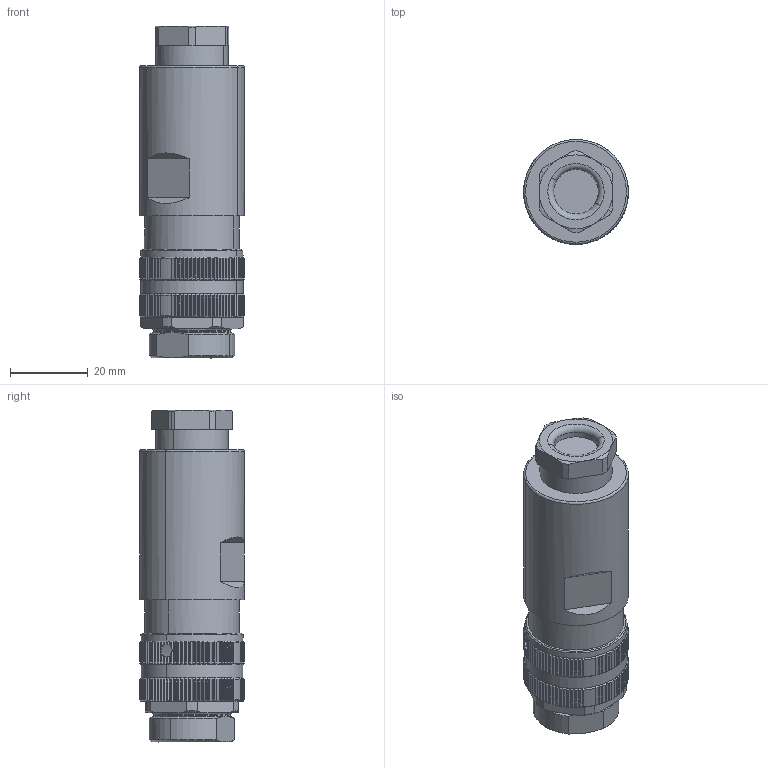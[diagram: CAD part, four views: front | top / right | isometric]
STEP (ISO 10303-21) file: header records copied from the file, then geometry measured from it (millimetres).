
FILE_DESCRIPTION(('CATIA V5 STEP Exchange','CAx-IF Rec.Pracs.--- Model Styling and Organization---1.5--- 2016-08-15','CAx-IF Rec.Pracs.---Supplemental Geometry---1.0---2011-11-01','CAx-IF Rec.Pracs.--- Composite Materials ---1.1---2010-07-15'),'2;1');
FILE_NAME ('010711-2_0', '2024-06-25T05:59:17+00:00', ('none'), ('Weidmueller'), 'CATIA Version 5-6 Release 2022 SP4 HF5', 'CATIA V5 STEP AP214 v3', 'none');
FILE_SCHEMA(('AUTOMOTIVE_DESIGN { 1 0 10303 214 1 1 1 1 }'));
Length unit declared in the file: millimetre
Products named in the file (1): 1291970000
Bounding box: 27 x 27 x 85.53 mm (x, y, z)
Volume: 41109.9 mm3; surface area: 13004.2 mm2
Topology: 8 solids, 8 shells, 1017 faces, 2589 edges, 1602 vertices
Faces by surface type: plane 525, cylinder 226, cone 224, torus 22, bspline 20
Entity records: 27907 total; most frequent: CARTESIAN_POINT 8450, ORIENTED_EDGE 5178, EDGE_CURVE 2587, DIRECTION 2204, VERTEX_POINT 1600, EDGE_LOOP 1031, ADVANCED_FACE 1017, FACE_OUTER_BOUND 1017
